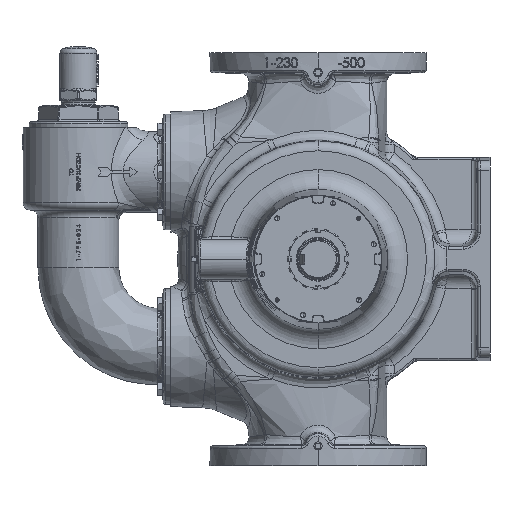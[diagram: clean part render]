
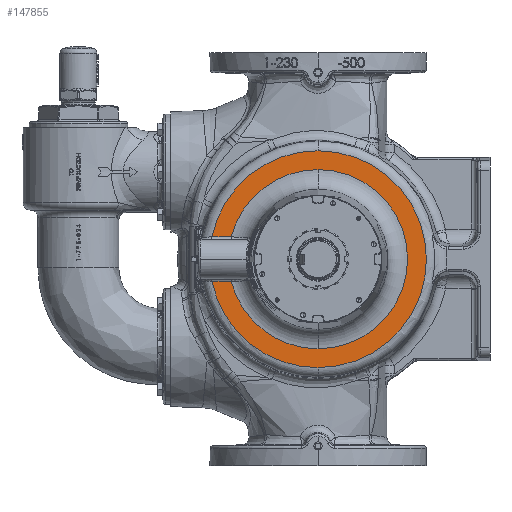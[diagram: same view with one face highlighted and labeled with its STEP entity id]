
A CAD part, left-side view. The second image highlights one B-rep face of the part: STEP entity #147855.
In plain terms, the highlighted planar face has unit normal (-1, 0, 0).
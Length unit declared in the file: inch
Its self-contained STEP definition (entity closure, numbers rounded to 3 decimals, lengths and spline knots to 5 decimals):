
#1540 = AXIS2_PLACEMENT_3D ( 'NONE', #4409, #89463, #16641 ) ;
#2520 = AXIS2_PLACEMENT_3D ( 'NONE', #96350, #96838, #95808 ) ;
#4409 = CARTESIAN_POINT ( 'NONE',  ( -9.56, 0., 0. ) ) ;
#12613 = ORIENTED_EDGE ( 'NONE', *, *, #71226, .T. ) ;
#14446 = AXIS2_PLACEMENT_3D ( 'NONE', #96056, #95864, #95834 ) ;
#16641 = DIRECTION ( 'NONE',  ( 0., 0., 1. ) ) ;
#18982 = CIRCLE ( 'NONE', #1540, 5.51716 ) ;
#19179 = DIRECTION ( 'NONE',  ( 0., 0., 1. ) ) ;
#19323 = DIRECTION ( 'NONE',  ( -1., 0., 0. ) ) ;
#19474 = VERTEX_POINT ( 'NONE', #37659 ) ;
#19512 = CARTESIAN_POINT ( 'NONE',  ( -9.56, 0., 0. ) ) ;
#22013 = DIRECTION ( 'NONE',  ( 0., 0., 1. ) ) ;
#22031 = DIRECTION ( 'NONE',  ( 1., 0., 0. ) ) ;
#22221 = CARTESIAN_POINT ( 'NONE',  ( -9.56, 0., 0. ) ) ;
#23468 = VERTEX_POINT ( 'NONE', #55045 ) ;
#27651 = ORIENTED_EDGE ( 'NONE', *, *, #94357, .T. ) ;
#31374 = VERTEX_POINT ( 'NONE', #148016 ) ;
#31529 = EDGE_CURVE ( 'NONE', #104544, #47955, #119319, .T. ) ;
#33608 = CARTESIAN_POINT ( 'NONE',  ( -9.56, 4.44349, 1.13329 ) ) ;
#37659 = CARTESIAN_POINT ( 'NONE',  ( -9.56, 0., 4.55861 ) ) ;
#42801 = CARTESIAN_POINT ( 'NONE',  ( -9.56, 0., 5.51716 ) ) ;
#44262 = EDGE_CURVE ( 'NONE', #101327, #73304, #94059, .T. ) ;
#45214 = DIRECTION ( 'NONE',  ( 0., 0., 1. ) ) ;
#47955 = VERTEX_POINT ( 'NONE', #66874 ) ;
#51304 = AXIS2_PLACEMENT_3D ( 'NONE', #93679, #118132, #45214 ) ;
#52746 = AXIS2_PLACEMENT_3D ( 'NONE', #22221, #22031, #22013 ) ;
#55045 = CARTESIAN_POINT ( 'NONE',  ( -9.56, 0., -4.55861 ) ) ;
#55425 = CARTESIAN_POINT ( 'NONE',  ( -9.56, 4.4155, -1.13325 ) ) ;
#66874 = CARTESIAN_POINT ( 'NONE',  ( -9.56, 5.39926, -1.13445 ) ) ;
#71226 = EDGE_CURVE ( 'NONE', #19474, #23468, #144858, .T. ) ;
#71362 = ORIENTED_EDGE ( 'NONE', *, *, #101682, .T. ) ;
#72383 = EDGE_CURVE ( 'NONE', #31374, #19474, #139051, .T. ) ;
#73304 = VERTEX_POINT ( 'NONE', #128696 ) ;
#74879 = LINE ( 'NONE', #33608, #143376 ) ;
#76624 = EDGE_CURVE ( 'NONE', #47955, #111425, #115051, .T. ) ;
#77671 = EDGE_CURVE ( 'NONE', #23468, #104544, #148064, .T. ) ;
#81476 = PLANE ( 'NONE',  #51304 ) ;
#83468 = EDGE_LOOP ( 'NONE', ( #133141, #12613, #119058, #135655, #124681, #27651, #89562, #71362 ) ) ;
#89463 = DIRECTION ( 'NONE',  ( -1., 0., 0. ) ) ;
#89562 = ORIENTED_EDGE ( 'NONE', *, *, #44262, .T. ) ;
#93679 = CARTESIAN_POINT ( 'NONE',  ( -9.56, 6., 0. ) ) ;
#94059 = CIRCLE ( 'NONE', #14446, 5.51716 ) ;
#94357 = EDGE_CURVE ( 'NONE', #111425, #101327, #18982, .T. ) ;
#95808 = DIRECTION ( 'NONE',  ( 0., 0., 1. ) ) ;
#95834 = DIRECTION ( 'NONE',  ( 0., 0., 1. ) ) ;
#95864 = DIRECTION ( 'NONE',  ( -1., 0., 0. ) ) ;
#96056 = CARTESIAN_POINT ( 'NONE',  ( -9.56, 0., 0. ) ) ;
#96350 = CARTESIAN_POINT ( 'NONE',  ( -9.56, 0., 0. ) ) ;
#96838 = DIRECTION ( 'NONE',  ( 1., 0., 0. ) ) ;
#99482 = DIRECTION ( 'NONE',  ( 0., 0., 1. ) ) ;
#99534 = DIRECTION ( 'NONE',  ( 1., 0., 0. ) ) ;
#99863 = CARTESIAN_POINT ( 'NONE',  ( -9.56, 0., 0. ) ) ;
#101327 = VERTEX_POINT ( 'NONE', #42801 ) ;
#101682 = EDGE_CURVE ( 'NONE', #73304, #31374, #74879, .T. ) ;
#104544 = VERTEX_POINT ( 'NONE', #55425 ) ;
#111425 = VERTEX_POINT ( 'NONE', #131767 ) ;
#114300 = FACE_OUTER_BOUND ( 'NONE', #83468, .T. ) ;
#115051 = CIRCLE ( 'NONE', #127278, 5.51716 ) ;
#117272 = AXIS2_PLACEMENT_3D ( 'NONE', #99863, #99534, #99482 ) ;
#118132 = DIRECTION ( 'NONE',  ( -1., 0., 0. ) ) ;
#119058 = ORIENTED_EDGE ( 'NONE', *, *, #77671, .T. ) ;
#119319 = LINE ( 'NONE', #141747, #151582 ) ;
#124681 = ORIENTED_EDGE ( 'NONE', *, *, #76624, .T. ) ;
#127278 = AXIS2_PLACEMENT_3D ( 'NONE', #19512, #19323, #19179 ) ;
#128696 = CARTESIAN_POINT ( 'NONE',  ( -9.56, 5.39926, 1.13445 ) ) ;
#131767 = CARTESIAN_POINT ( 'NONE',  ( -9.56, 0., -5.51716 ) ) ;
#133141 = ORIENTED_EDGE ( 'NONE', *, *, #72383, .T. ) ;
#135655 = ORIENTED_EDGE ( 'NONE', *, *, #31529, .T. ) ;
#139051 = CIRCLE ( 'NONE', #52746, 4.55861 ) ;
#141007 = DIRECTION ( 'NONE',  ( 0., 1., -0.001 ) ) ;
#141747 = CARTESIAN_POINT ( 'NONE',  ( -9.56, 5.42217, -1.13448 ) ) ;
#143376 = VECTOR ( 'NONE', #154717, 39.37008 ) ;
#144858 = CIRCLE ( 'NONE', #2520, 4.55861 ) ;
#147855 = ADVANCED_FACE ( 'NONE', ( #114300 ), #81476, .T. ) ;
#148016 = CARTESIAN_POINT ( 'NONE',  ( -9.56, 4.4155, 1.13325 ) ) ;
#148064 = CIRCLE ( 'NONE', #117272, 4.55861 ) ;
#151582 = VECTOR ( 'NONE', #141007, 39.37008 ) ;
#154717 = DIRECTION ( 'NONE',  ( 0., -1., -0.001 ) ) ;
